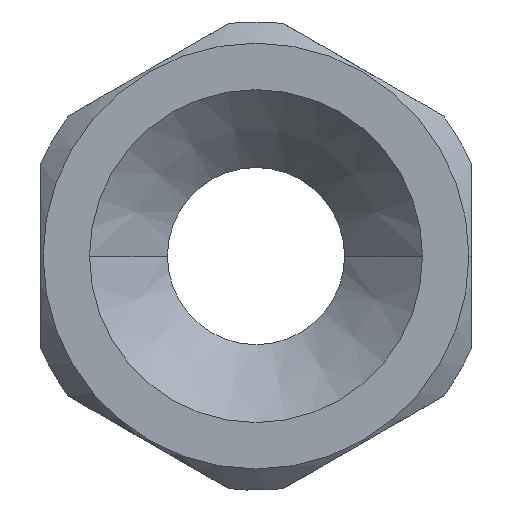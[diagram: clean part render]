
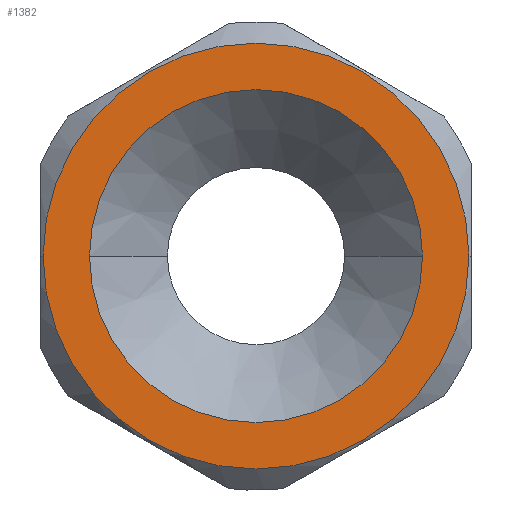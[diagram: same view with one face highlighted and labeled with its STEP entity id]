
A CAD part, front view. The second image highlights one B-rep face of the part: STEP entity #1382.
In plain terms, the highlighted planar face has unit normal (0, -1, 0).
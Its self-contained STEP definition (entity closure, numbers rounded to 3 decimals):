
#35 = PLANE ( 'NONE',  #711 ) ;
#47 = DIRECTION ( 'NONE',  ( 1., 0., 0. ) ) ;
#117 = ORIENTED_EDGE ( 'NONE', *, *, #266, .T. ) ;
#131 = ORIENTED_EDGE ( 'NONE', *, *, #509, .F. ) ;
#188 = DIRECTION ( 'NONE',  ( 0., 1., 0. ) ) ;
#227 = FACE_OUTER_BOUND ( 'NONE', #503, .T. ) ;
#237 = CIRCLE ( 'NONE', #974, 8.415 ) ;
#245 = DIRECTION ( 'NONE',  ( 0., 1., 0. ) ) ;
#266 = EDGE_CURVE ( 'NONE', #596, #922, #1336, .T. ) ;
#284 = CARTESIAN_POINT ( 'NONE',  ( 9.257, -21., -9.257 ) ) ;
#338 = DIRECTION ( 'NONE',  ( 0., 1., 0. ) ) ;
#378 = CIRCLE ( 'NONE', #1456, 8.415 ) ;
#415 = VERTEX_POINT ( 'NONE', #1080 ) ;
#446 = CARTESIAN_POINT ( 'NONE',  ( 0., -21., -6.58 ) ) ;
#503 = EDGE_LOOP ( 'NONE', ( #658, #131 ) ) ;
#509 = EDGE_CURVE ( 'NONE', #882, #415, #237, .T. ) ;
#520 = CIRCLE ( 'NONE', #1558, 6.58 ) ;
#573 = CARTESIAN_POINT ( 'NONE',  ( 0., -21., 6.58 ) ) ;
#596 = VERTEX_POINT ( 'NONE', #446 ) ;
#600 = CARTESIAN_POINT ( 'NONE',  ( -8.415, -21., 0. ) ) ;
#658 = ORIENTED_EDGE ( 'NONE', *, *, #801, .F. ) ;
#696 = CARTESIAN_POINT ( 'NONE',  ( 0., -21., 0. ) ) ;
#709 = DIRECTION ( 'NONE',  ( 0., 1., 0. ) ) ;
#711 = AXIS2_PLACEMENT_3D ( 'NONE', #284, #1556, #47 ) ;
#801 = EDGE_CURVE ( 'NONE', #415, #882, #378, .T. ) ;
#865 = DIRECTION ( 'NONE',  ( 0., 0., -1. ) ) ;
#878 = CARTESIAN_POINT ( 'NONE',  ( 0., -21., 0. ) ) ;
#882 = VERTEX_POINT ( 'NONE', #600 ) ;
#922 = VERTEX_POINT ( 'NONE', #573 ) ;
#963 = DIRECTION ( 'NONE',  ( 0., 0., -1. ) ) ;
#974 = AXIS2_PLACEMENT_3D ( 'NONE', #1236, #709, #1099 ) ;
#1080 = CARTESIAN_POINT ( 'NONE',  ( 8.415, -21., 0. ) ) ;
#1099 = DIRECTION ( 'NONE',  ( 0., 0., -1. ) ) ;
#1140 = DIRECTION ( 'NONE',  ( 0., 0., -1. ) ) ;
#1158 = EDGE_LOOP ( 'NONE', ( #1575, #117 ) ) ;
#1185 = FACE_BOUND ( 'NONE', #1158, .T. ) ;
#1236 = CARTESIAN_POINT ( 'NONE',  ( 0., -21., 0. ) ) ;
#1281 = AXIS2_PLACEMENT_3D ( 'NONE', #1633, #338, #865 ) ;
#1336 = CIRCLE ( 'NONE', #1281, 6.58 ) ;
#1382 = ADVANCED_FACE ( 'NONE', ( #227, #1185 ), #35, .T. ) ;
#1456 = AXIS2_PLACEMENT_3D ( 'NONE', #696, #188, #963 ) ;
#1556 = DIRECTION ( 'NONE',  ( 0., -1., 0. ) ) ;
#1558 = AXIS2_PLACEMENT_3D ( 'NONE', #878, #245, #1140 ) ;
#1575 = ORIENTED_EDGE ( 'NONE', *, *, #1629, .T. ) ;
#1629 = EDGE_CURVE ( 'NONE', #922, #596, #520, .T. ) ;
#1633 = CARTESIAN_POINT ( 'NONE',  ( 0., -21., 0. ) ) ;
